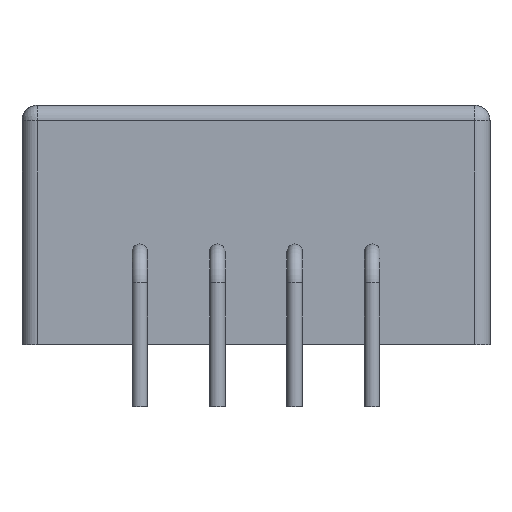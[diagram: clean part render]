
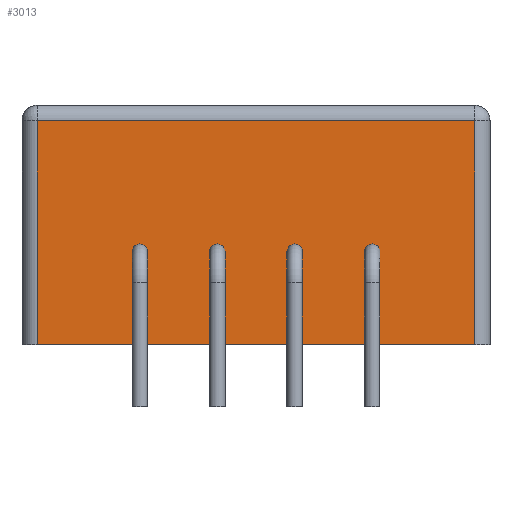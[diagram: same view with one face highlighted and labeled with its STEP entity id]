
A CAD part, front view. The second image highlights one B-rep face of the part: STEP entity #3013.
In plain terms, the highlighted planar face has unit normal (0, -1, 0).
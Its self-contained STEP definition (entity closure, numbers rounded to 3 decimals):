
#35=FACE_BOUND($,#392,.T.);
#36=FACE_BOUND($,#393,.T.);
#37=FACE_BOUND($,#394,.T.);
#38=FACE_BOUND($,#395,.T.);
#39=FACE_BOUND($,#396,.T.);
#64=PLANE($,#3222);
#392=EDGE_LOOP($,(#2233));
#393=EDGE_LOOP($,(#2234));
#394=EDGE_LOOP($,(#2235));
#395=EDGE_LOOP($,(#2236));
#396=EDGE_LOOP($,(#2237,#2238,#2239,#2240));
#594=CIRCLE($,#3223,0.25);
#595=CIRCLE($,#3224,0.25);
#596=CIRCLE($,#3225,0.25);
#597=CIRCLE($,#3226,0.25);
#754=LINE($,#4515,#1098);
#769=LINE($,#4572,#1113);
#770=LINE($,#4584,#1114);
#771=LINE($,#4585,#1115);
#1098=VECTOR($,#3599,14.1);
#1113=VECTOR($,#3660,7.225);
#1114=VECTOR($,#3673,7.225);
#1115=VECTOR($,#3674,14.1);
#1454=VERTEX_POINT($,#4512);
#1455=VERTEX_POINT($,#4514);
#1474=VERTEX_POINT($,#4571);
#1475=VERTEX_POINT($,#4575);
#1476=VERTEX_POINT($,#4577);
#1477=VERTEX_POINT($,#4579);
#1478=VERTEX_POINT($,#4581);
#1479=VERTEX_POINT($,#4583);
#1747=EDGE_CURVE($,#1454,#1455,#754,.T.);
#1778=EDGE_CURVE($,#1455,#1474,#769,.T.);
#1780=EDGE_CURVE($,#1475,#1475,#594,.T.);
#1781=EDGE_CURVE($,#1476,#1476,#595,.T.);
#1782=EDGE_CURVE($,#1477,#1477,#596,.T.);
#1783=EDGE_CURVE($,#1478,#1478,#597,.T.);
#1784=EDGE_CURVE($,#1479,#1454,#770,.T.);
#1785=EDGE_CURVE($,#1479,#1474,#771,.T.);
#2233=ORIENTED_EDGE($,*,*,#1780,.T.);
#2234=ORIENTED_EDGE($,*,*,#1781,.T.);
#2235=ORIENTED_EDGE($,*,*,#1782,.T.);
#2236=ORIENTED_EDGE($,*,*,#1783,.T.);
#2237=ORIENTED_EDGE($,*,*,#1747,.F.);
#2238=ORIENTED_EDGE($,*,*,#1784,.F.);
#2239=ORIENTED_EDGE($,*,*,#1785,.T.);
#2240=ORIENTED_EDGE($,*,*,#1778,.F.);
#3013=ADVANCED_FACE($,(#35,#36,#37,#38,#39),#64,.T.);
#3222=AXIS2_PLACEMENT_3D($,#4574,#3663,#3664);
#3223=AXIS2_PLACEMENT_3D($,#4576,#3665,#3666);
#3224=AXIS2_PLACEMENT_3D($,#4578,#3667,#3668);
#3225=AXIS2_PLACEMENT_3D($,#4580,#3669,#3670);
#3226=AXIS2_PLACEMENT_3D($,#4582,#3671,#3672);
#3599=DIRECTION($,(1.,0.,0.));
#3660=DIRECTION($,(0.,0.,-1.));
#3663=DIRECTION('center_axis',(0.,-1.,0.));
#3664=DIRECTION('ref_axis',(1.,0.,0.));
#3665=DIRECTION('center_axis',(0.,1.,0.));
#3666=DIRECTION('ref_axis',(-1.,0.,0.));
#3667=DIRECTION('center_axis',(0.,1.,0.));
#3668=DIRECTION('ref_axis',(-1.,0.,0.));
#3669=DIRECTION('center_axis',(0.,1.,0.));
#3670=DIRECTION('ref_axis',(-1.,0.,0.));
#3671=DIRECTION('center_axis',(0.,1.,0.));
#3672=DIRECTION('ref_axis',(-1.,0.,0.));
#3673=DIRECTION($,(0.,0.,1.));
#3674=DIRECTION($,(1.,0.,0.));
#4512=CARTESIAN_POINT('',(0.5,-20.,7.225));
#4514=CARTESIAN_POINT('',(14.6,-20.,7.225));
#4515=CARTESIAN_POINT($,(3.775,-20.,7.225));
#4571=CARTESIAN_POINT('',(14.6,-20.,0.));
#4572=CARTESIAN_POINT($,(14.6,-20.,0.));
#4574=CARTESIAN_POINT('Origin',(0.,-20.,0.));
#4575=CARTESIAN_POINT('',(11.55,-20.,3.));
#4576=CARTESIAN_POINT('Origin',(11.3,-20.,3.));
#4577=CARTESIAN_POINT('',(9.05,-20.,3.));
#4578=CARTESIAN_POINT('Origin',(8.8,-20.,3.));
#4579=CARTESIAN_POINT('',(6.55,-20.,3.));
#4580=CARTESIAN_POINT('Origin',(6.3,-20.,3.));
#4581=CARTESIAN_POINT('',(4.05,-20.,3.));
#4582=CARTESIAN_POINT('Origin',(3.8,-20.,3.));
#4583=CARTESIAN_POINT('',(0.5,-20.,0.));
#4584=CARTESIAN_POINT($,(0.5,-20.,0.));
#4585=CARTESIAN_POINT($,(0.,-20.,0.));
